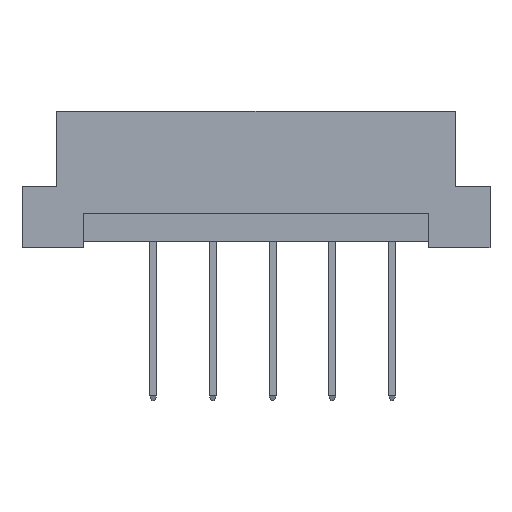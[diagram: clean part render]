
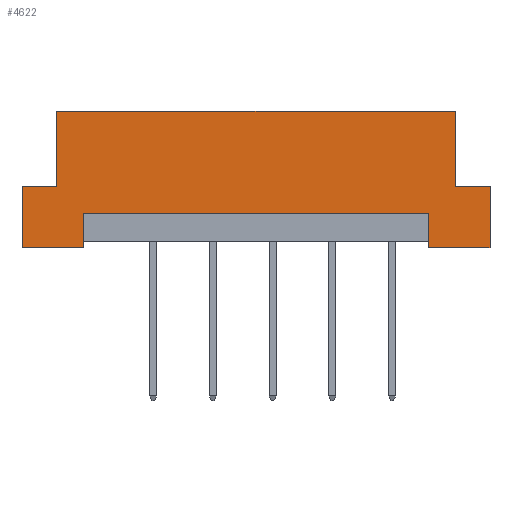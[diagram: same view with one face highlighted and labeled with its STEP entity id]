
A CAD part, front view. The second image highlights one B-rep face of the part: STEP entity #4622.
In plain terms, the highlighted planar face has unit normal (0, -1, 0).
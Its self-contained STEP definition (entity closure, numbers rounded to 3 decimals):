
#109 = VERTEX_POINT ( 'NONE', #5101 ) ;
#117 = DIRECTION ( 'NONE',  ( -1., 0., 0. ) ) ;
#147 = VERTEX_POINT ( 'NONE', #1335 ) ;
#268 = CARTESIAN_POINT ( 'NONE',  ( -19.9, 0., 11.6 ) ) ;
#461 = EDGE_CURVE ( 'NONE', #6644, #1607, #6109, .T. ) ;
#562 = VECTOR ( 'NONE', #4462, 1000. ) ;
#602 = VECTOR ( 'NONE', #1057, 1000. ) ;
#714 = LINE ( 'NONE', #1734, #4559 ) ;
#721 = ORIENTED_EDGE ( 'NONE', *, *, #1637, .F. ) ;
#758 = LINE ( 'NONE', #6647, #2666 ) ;
#765 = EDGE_CURVE ( 'NONE', #5599, #984, #714, .T. ) ;
#911 = CARTESIAN_POINT ( 'NONE',  ( -16.94, 0., 11.6 ) ) ;
#946 = VERTEX_POINT ( 'NONE', #3188 ) ;
#971 = ORIENTED_EDGE ( 'NONE', *, *, #3751, .F. ) ;
#984 = VERTEX_POINT ( 'NONE', #3645 ) ;
#1057 = DIRECTION ( 'NONE',  ( 0., 0., 1. ) ) ;
#1335 = CARTESIAN_POINT ( 'NONE',  ( -19.9, 0., 0. ) ) ;
#1361 = DIRECTION ( 'NONE',  ( 0., 0., -1. ) ) ;
#1383 = EDGE_CURVE ( 'NONE', #4530, #4772, #5269, .T. ) ;
#1415 = EDGE_CURVE ( 'NONE', #4530, #3037, #3685, .T. ) ;
#1512 = CARTESIAN_POINT ( 'NONE',  ( -14.69, 0., 2.9 ) ) ;
#1534 = DIRECTION ( 'NONE',  ( 1., 0., 0. ) ) ;
#1546 = AXIS2_PLACEMENT_3D ( 'NONE', #3944, #5537, #2861 ) ;
#1561 = CARTESIAN_POINT ( 'NONE',  ( 19.9, 0., 5.2 ) ) ;
#1607 = VERTEX_POINT ( 'NONE', #1768 ) ;
#1634 = DIRECTION ( 'NONE',  ( 1., 0., 0. ) ) ;
#1637 = EDGE_CURVE ( 'NONE', #1607, #147, #2904, .T. ) ;
#1682 = VECTOR ( 'NONE', #1361, 1000. ) ;
#1691 = ORIENTED_EDGE ( 'NONE', *, *, #765, .F. ) ;
#1734 = CARTESIAN_POINT ( 'NONE',  ( -19.9, 0., 0. ) ) ;
#1768 = CARTESIAN_POINT ( 'NONE',  ( -14.69, 0., 0. ) ) ;
#1858 = CARTESIAN_POINT ( 'NONE',  ( 16.94, 0., 5.2 ) ) ;
#1911 = CARTESIAN_POINT ( 'NONE',  ( -14.69, 0., 0.5 ) ) ;
#1941 = CARTESIAN_POINT ( 'NONE',  ( -19.9, 0., 5.2 ) ) ;
#1991 = ORIENTED_EDGE ( 'NONE', *, *, #5991, .F. ) ;
#2011 = LINE ( 'NONE', #5687, #4181 ) ;
#2118 = CARTESIAN_POINT ( 'NONE',  ( -16.94, 0., 5.2 ) ) ;
#2221 = EDGE_LOOP ( 'NONE', ( #971, #4551, #1691, #5506, #5797, #3629, #3418, #5379, #4345, #1991, #721, #5340 ) ) ;
#2249 = VECTOR ( 'NONE', #3915, 1000. ) ;
#2266 = LINE ( 'NONE', #268, #2803 ) ;
#2312 = EDGE_CURVE ( 'NONE', #2443, #3037, #2266, .T. ) ;
#2443 = VERTEX_POINT ( 'NONE', #911 ) ;
#2528 = DIRECTION ( 'NONE',  ( -1., 0., 0. ) ) ;
#2666 = VECTOR ( 'NONE', #4535, 1000. ) ;
#2773 = VECTOR ( 'NONE', #1534, 1000. ) ;
#2803 = VECTOR ( 'NONE', #6646, 1000. ) ;
#2861 = DIRECTION ( 'NONE',  ( 0., 0., 1. ) ) ;
#2904 = LINE ( 'NONE', #4487, #2249 ) ;
#2934 = CARTESIAN_POINT ( 'NONE',  ( 19.9, 0., 5.2 ) ) ;
#2965 = LINE ( 'NONE', #6759, #6645 ) ;
#3017 = VECTOR ( 'NONE', #1634, 1000. ) ;
#3037 = VERTEX_POINT ( 'NONE', #6343 ) ;
#3042 = CARTESIAN_POINT ( 'NONE',  ( 19.9, 0., 0. ) ) ;
#3131 = LINE ( 'NONE', #5838, #2773 ) ;
#3188 = CARTESIAN_POINT ( 'NONE',  ( -16.94, 0., 5.2 ) ) ;
#3357 = PLANE ( 'NONE',  #1546 ) ;
#3418 = ORIENTED_EDGE ( 'NONE', *, *, #2312, .F. ) ;
#3561 = DIRECTION ( 'NONE',  ( 0., 0., 1. ) ) ;
#3629 = ORIENTED_EDGE ( 'NONE', *, *, #1415, .T. ) ;
#3645 = CARTESIAN_POINT ( 'NONE',  ( 14.69, 0., 0. ) ) ;
#3685 = LINE ( 'NONE', #5798, #602 ) ;
#3751 = EDGE_CURVE ( 'NONE', #109, #6644, #2011, .T. ) ;
#3868 = VECTOR ( 'NONE', #5941, 1000. ) ;
#3915 = DIRECTION ( 'NONE',  ( -1., 0., 0. ) ) ;
#3922 = LINE ( 'NONE', #6638, #562 ) ;
#3944 = CARTESIAN_POINT ( 'NONE',  ( -19.9, 0., 11.6 ) ) ;
#4124 = EDGE_CURVE ( 'NONE', #109, #984, #3922, .T. ) ;
#4181 = VECTOR ( 'NONE', #2528, 1000. ) ;
#4227 = LINE ( 'NONE', #2118, #3868 ) ;
#4345 = ORIENTED_EDGE ( 'NONE', *, *, #4807, .F. ) ;
#4415 = FACE_OUTER_BOUND ( 'NONE', #2221, .T. ) ;
#4462 = DIRECTION ( 'NONE',  ( 0., 0., -1. ) ) ;
#4487 = CARTESIAN_POINT ( 'NONE',  ( -19.9, 0., 0. ) ) ;
#4530 = VERTEX_POINT ( 'NONE', #1858 ) ;
#4535 = DIRECTION ( 'NONE',  ( 0., 0., -1. ) ) ;
#4551 = ORIENTED_EDGE ( 'NONE', *, *, #4124, .T. ) ;
#4559 = VECTOR ( 'NONE', #117, 1000. ) ;
#4622 = ADVANCED_FACE ( 'NONE', ( #4415 ), #3357, .F. ) ;
#4772 = VERTEX_POINT ( 'NONE', #2934 ) ;
#4807 = EDGE_CURVE ( 'NONE', #5532, #946, #3131, .T. ) ;
#5101 = CARTESIAN_POINT ( 'NONE',  ( 14.69, 0., 2.9 ) ) ;
#5269 = LINE ( 'NONE', #1561, #3017 ) ;
#5340 = ORIENTED_EDGE ( 'NONE', *, *, #461, .F. ) ;
#5379 = ORIENTED_EDGE ( 'NONE', *, *, #6456, .F. ) ;
#5506 = ORIENTED_EDGE ( 'NONE', *, *, #6562, .F. ) ;
#5532 = VERTEX_POINT ( 'NONE', #1941 ) ;
#5537 = DIRECTION ( 'NONE',  ( 0., 1., 0. ) ) ;
#5599 = VERTEX_POINT ( 'NONE', #3042 ) ;
#5687 = CARTESIAN_POINT ( 'NONE',  ( 14.69, 0., 2.9 ) ) ;
#5797 = ORIENTED_EDGE ( 'NONE', *, *, #1383, .F. ) ;
#5798 = CARTESIAN_POINT ( 'NONE',  ( 16.94, 0., 5.2 ) ) ;
#5838 = CARTESIAN_POINT ( 'NONE',  ( -19.9, 0., 5.2 ) ) ;
#5941 = DIRECTION ( 'NONE',  ( 0., 0., 1. ) ) ;
#5991 = EDGE_CURVE ( 'NONE', #147, #5532, #2965, .T. ) ;
#6109 = LINE ( 'NONE', #1911, #1682 ) ;
#6343 = CARTESIAN_POINT ( 'NONE',  ( 16.94, 0., 11.6 ) ) ;
#6456 = EDGE_CURVE ( 'NONE', #946, #2443, #4227, .T. ) ;
#6562 = EDGE_CURVE ( 'NONE', #4772, #5599, #758, .T. ) ;
#6638 = CARTESIAN_POINT ( 'NONE',  ( 14.69, 0., 0.5 ) ) ;
#6644 = VERTEX_POINT ( 'NONE', #1512 ) ;
#6645 = VECTOR ( 'NONE', #3561, 1000. ) ;
#6646 = DIRECTION ( 'NONE',  ( 1., 0., 0. ) ) ;
#6647 = CARTESIAN_POINT ( 'NONE',  ( 19.9, 0., 0. ) ) ;
#6759 = CARTESIAN_POINT ( 'NONE',  ( -19.9, 0., 0. ) ) ;
